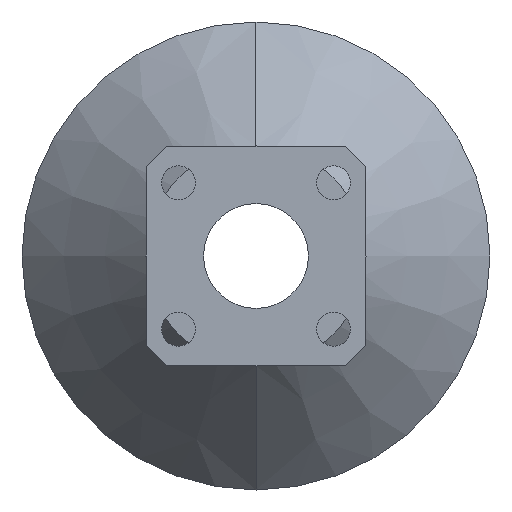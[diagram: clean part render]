
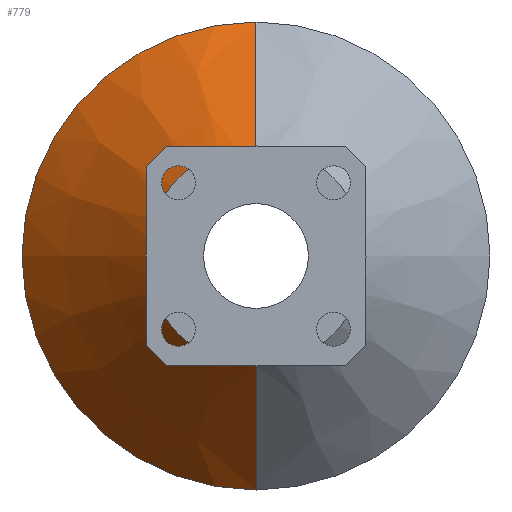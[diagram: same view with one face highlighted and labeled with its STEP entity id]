
A CAD part, left-side view. The second image highlights one B-rep face of the part: STEP entity #779.
In plain terms, the highlighted conical face has half-angle 41.908 degrees and reference radius 9.55 mm.
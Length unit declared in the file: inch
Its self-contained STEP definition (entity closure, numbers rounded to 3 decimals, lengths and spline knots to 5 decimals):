
#41 = CARTESIAN_POINT ( 'NONE',  ( 1.1063, 0., 0.37598 ) ) ;
#70 = AXIS2_PLACEMENT_3D ( 'NONE', #373, #941, #945 ) ;
#124 = VERTEX_POINT ( 'NONE', #364 ) ;
#129 = VECTOR ( 'NONE', #386, 39.37008 ) ;
#132 = AXIS2_PLACEMENT_3D ( 'NONE', #315, #952, #826 ) ;
#159 = VERTEX_POINT ( 'NONE', #41 ) ;
#163 = CARTESIAN_POINT ( 'NONE',  ( 1.1063, 0., -0.37598 ) ) ;
#201 = CONICAL_SURFACE ( 'NONE', #132, 0.37598, 0.731 ) ;
#315 = CARTESIAN_POINT ( 'NONE',  ( 1.1063, 0., 0. ) ) ;
#333 = EDGE_CURVE ( 'NONE', #159, #566, #486, .T. ) ;
#364 = CARTESIAN_POINT ( 'NONE',  ( 1.57805, 0., -0.79938 ) ) ;
#373 = CARTESIAN_POINT ( 'NONE',  ( 1.1063, 0., 0. ) ) ;
#377 = CARTESIAN_POINT ( 'NONE',  ( 1.1063, 0., -0.37598 ) ) ;
#386 = DIRECTION ( 'NONE',  ( 0.744, 0., -0.668 ) ) ;
#392 = EDGE_LOOP ( 'NONE', ( #554, #574, #975, #887 ) ) ;
#482 = DIRECTION ( 'NONE',  ( 0.744, 0., 0.668 ) ) ;
#486 = LINE ( 'NONE', #741, #638 ) ;
#532 = CARTESIAN_POINT ( 'NONE',  ( 1.57805, 0., 0.79938 ) ) ;
#544 = FACE_OUTER_BOUND ( 'NONE', #392, .T. ) ;
#554 = ORIENTED_EDGE ( 'NONE', *, *, #608, .F. ) ;
#559 = EDGE_CURVE ( 'NONE', #812, #124, #581, .T. ) ;
#566 = VERTEX_POINT ( 'NONE', #532 ) ;
#574 = ORIENTED_EDGE ( 'NONE', *, *, #333, .T. ) ;
#581 = LINE ( 'NONE', #377, #129 ) ;
#591 = DIRECTION ( 'NONE',  ( 0., 0., 1. ) ) ;
#608 = EDGE_CURVE ( 'NONE', #159, #812, #924, .T. ) ;
#638 = VECTOR ( 'NONE', #482, 39.37008 ) ;
#712 = CIRCLE ( 'NONE', #922, 0.79938 ) ;
#741 = CARTESIAN_POINT ( 'NONE',  ( 1.1063, 0., 0.37598 ) ) ;
#759 = CARTESIAN_POINT ( 'NONE',  ( 1.57805, 0., 0. ) ) ;
#779 = ADVANCED_FACE ( 'NONE', ( #544 ), #201, .T. ) ;
#812 = VERTEX_POINT ( 'NONE', #163 ) ;
#826 = DIRECTION ( 'NONE',  ( 0., 0., -1. ) ) ;
#887 = ORIENTED_EDGE ( 'NONE', *, *, #559, .F. ) ;
#922 = AXIS2_PLACEMENT_3D ( 'NONE', #759, #983, #591 ) ;
#924 = CIRCLE ( 'NONE', #70, 0.37598 ) ;
#941 = DIRECTION ( 'NONE',  ( -1., 0., 0. ) ) ;
#945 = DIRECTION ( 'NONE',  ( 0., 0., 1. ) ) ;
#946 = EDGE_CURVE ( 'NONE', #566, #124, #712, .T. ) ;
#952 = DIRECTION ( 'NONE',  ( 1., 0., 0. ) ) ;
#975 = ORIENTED_EDGE ( 'NONE', *, *, #946, .T. ) ;
#983 = DIRECTION ( 'NONE',  ( -1., 0., 0. ) ) ;
